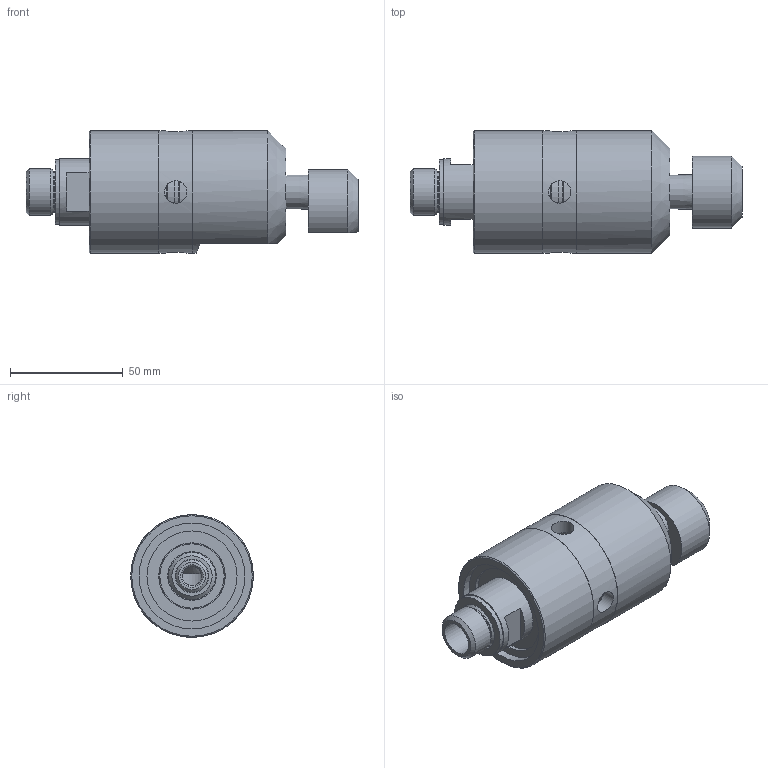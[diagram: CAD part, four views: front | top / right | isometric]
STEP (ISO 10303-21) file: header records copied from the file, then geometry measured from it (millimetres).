
FILE_DESCRIPTION(/* description */ (''),/* implementation_level */ '2;1');
FILE_NAME(/* name */ 'dghrst_12.stp',/* time_stamp */ '2020-07-14T14:40:58+02:00',/* author */ ('leitheußer'),/* organization */ (''),/* preprocessor_version */ 'ST-DEVELOPER v15.6',/* originating_system */ 'Autodesk Inventor LT ',/* authorisation */ '');
FILE_SCHEMA (('AUTOMOTIVE_DESIGN { 1 0 10303 214 3 1 1 }'));
Length unit declared in the file: millimetre
Products named in the file (1): ROTOFLUX - S15-1300-01R-800
Bounding box: 147.5 x 54.5 x 54.5 mm (x, y, z)
Volume: 182022.7 mm3; surface area: 39247.8 mm2
Topology: 2 solids, 2 shells, 68 faces, 144 edges, 95 vertices
Faces by surface type: plane 30, cylinder 26, cone 12
Full cylindrical faces by diameter (mm): 8.566 x1, 10 x4, 14.95 x3, 18.4 x1, 18.631 x1, 20.2 x1, 20.9 x1, 21.5 x1, 23.271 x1, 25 x2, 28.6 x1, 29.5 x1, 36 x1, 40 x1, 42 x1, 47 x1, 54.3 x1, 54.5 x2
Entity records: 1961 total; most frequent: CARTESIAN_POINT 601, DIRECTION 270, ORIENTED_EDGE 172, EDGE_LOOP 137, AXIS2_PLACEMENT_3D 128, EDGE_CURVE 86, VERTEX_POINT 77, FACE_BOUND 69
